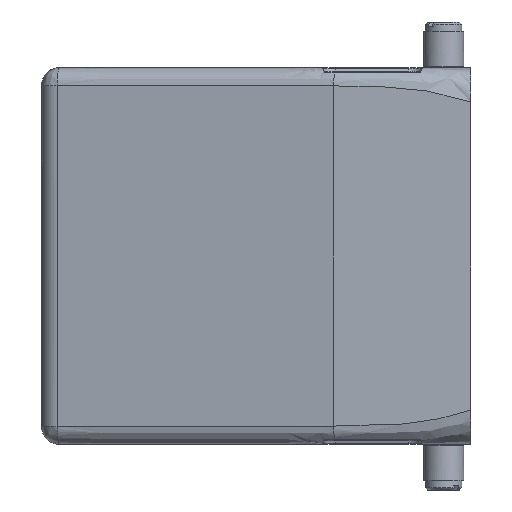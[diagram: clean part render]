
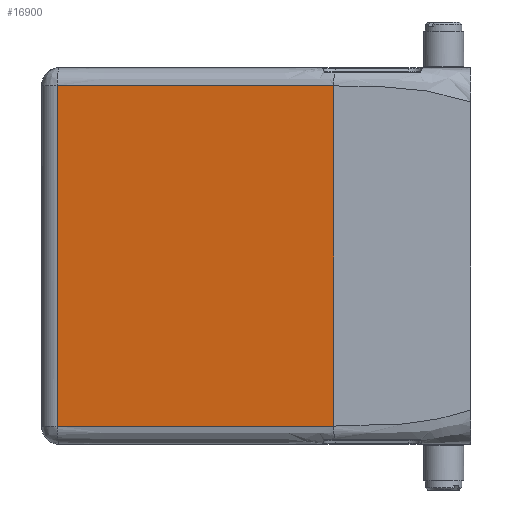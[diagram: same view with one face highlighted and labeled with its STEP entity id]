
A CAD part, left-side view. The second image highlights one B-rep face of the part: STEP entity #16900.
In plain terms, the highlighted free-form (B-spline) face has degree [1, 1] with [2, 2] control points.
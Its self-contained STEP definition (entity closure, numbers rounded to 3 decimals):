
#15964=CARTESIAN_POINT('V789',(-47.0,21.0,37.25));
#15965=VERTEX_POINT('V789',#15964);
#16030=CARTESIAN_POINT('V795',(-47.0,21.0,-37.25));
#16031=VERTEX_POINT('V795',#16030);
#16055=CARTESIAN_POINT('E1177',(-47.0,21.0,37.25));
#16056=CARTESIAN_POINT('E1177',(-47.0,21.0,-37.25));
#16057=B_SPLINE_CURVE_WITH_KNOTS('E1177',1,(#16055,#16056),
   .POLYLINE_FORM.,.F.,.U.,(2,2),(0.048,
   0.952),.UNSPECIFIED.);
#16058=EDGE_CURVE('E1177',#15965,#16031,#16057,.T.);
#16097=CARTESIAN_POINT('V793',(-38.489,
   81.557,-37.25));
#16098=VERTEX_POINT('V793',#16097);
#16863=CARTESIAN_POINT('E1176',(-38.489,
   81.557,-37.25));
#16864=CARTESIAN_POINT('E1176',(-47.0,21.0,-37.25));
#16865=B_SPLINE_CURVE_WITH_KNOTS('E1176',1,(#16863,#16864),
   .POLYLINE_FORM.,.F.,.U.,(2,2),(2.0,11.733),
   .UNSPECIFIED.);
#16866=EDGE_CURVE('E1176',#16098,#16031,#16865,.T.);
#16877=CARTESIAN_POINT('F410',(-47.472,
   17.64,41.25));
#16878=CARTESIAN_POINT('F410',(-37.638,
   87.612,41.25));
#16879=CARTESIAN_POINT('F410',(-47.472,
   17.64,-41.25));
#16880=CARTESIAN_POINT('F410',(-37.638,
   87.612,-41.25));
#16881=B_SPLINE_SURFACE_WITH_KNOTS('F410',1,1,((#16877,#16879),(
   #16878,#16880)),.PLANE_SURF.,.F.,.F.,.U.,(2,2),(2,2),(0.0,
   1.093),(0.0,1.277),.UNSPECIFIED.);
#16882=ORIENTED_EDGE('E1176',*,*,#16866,.T.);
#16883=ORIENTED_EDGE('F411',*,*,#16058,.F.);
#16884=CARTESIAN_POINT('V791',(-38.489,
   81.557,37.25));
#16885=VERTEX_POINT('V791',#16884);
#16886=CARTESIAN_POINT('E1166',(-47.0,21.0,37.25));
#16887=CARTESIAN_POINT('E1166',(-46.981,
   21.138,37.25));
#16888=CARTESIAN_POINT('E1166',(-42.725,
   51.417,37.25));
#16889=CARTESIAN_POINT('E1166',(-38.489,
   81.557,37.25));
#16890=B_SPLINE_CURVE_WITH_KNOTS('E1166',2,(#16886,#16887,#16888,
   #16889),.UNSPECIFIED.,.F.,.U.,(3,1,3),(2.0,2.045,
   11.733),.UNSPECIFIED.);
#16891=EDGE_CURVE('E1166',#15965,#16885,#16890,.T.);
#16892=ORIENTED_EDGE('E1166',*,*,#16891,.T.);
#16893=CARTESIAN_POINT('E1174',(-38.489,
   81.557,37.25));
#16894=CARTESIAN_POINT('E1174',(-38.489,
   81.557,-37.25));
#16895=B_SPLINE_CURVE_WITH_KNOTS('E1174',1,(#16893,#16894),
   .POLYLINE_FORM.,.F.,.U.,(2,2),(2.699,
   15.713),.UNSPECIFIED.);
#16896=EDGE_CURVE('E1174',#16885,#16098,#16895,.T.);
#16897=ORIENTED_EDGE('E1174',*,*,#16896,.T.);
#16898=EDGE_LOOP('F410',(#16882,#16883,#16892,#16897));
#16899=FACE_OUTER_BOUND('F410',#16898,.T.);
#16900=ADVANCED_FACE('F410',(#16899),#16881,.T.);
